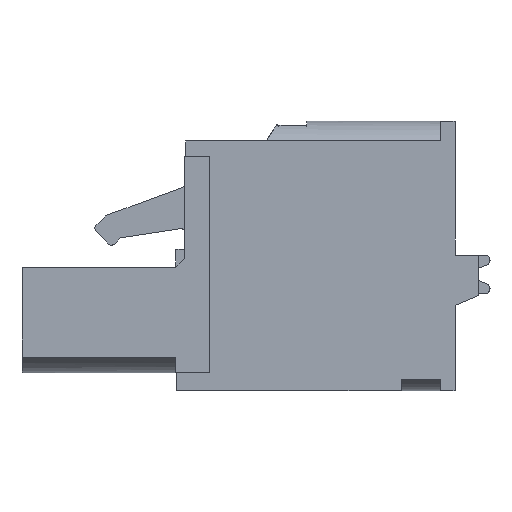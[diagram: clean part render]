
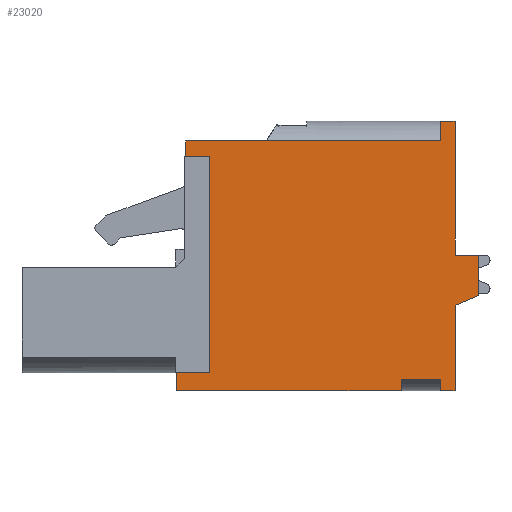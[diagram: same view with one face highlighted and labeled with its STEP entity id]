
A CAD part, left-side view. The second image highlights one B-rep face of the part: STEP entity #23020.
In plain terms, the highlighted planar face has unit normal (-1, 0, 0).
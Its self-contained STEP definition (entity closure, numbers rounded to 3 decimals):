
#2090=ORIENTED_EDGE('',*,*,#8689,.T.);
#2091=ORIENTED_EDGE('',*,*,#7639,.T.);
#2092=ORIENTED_EDGE('',*,*,#8189,.T.);
#2093=ORIENTED_EDGE('',*,*,#7978,.T.);
#2094=ORIENTED_EDGE('',*,*,#8690,.T.);
#2095=ORIENTED_EDGE('',*,*,#7900,.T.);
#2096=ORIENTED_EDGE('',*,*,#8143,.F.);
#2097=ORIENTED_EDGE('',*,*,#8050,.F.);
#2098=ORIENTED_EDGE('',*,*,#8691,.T.);
#2099=ORIENTED_EDGE('',*,*,#8673,.T.);
#2100=ORIENTED_EDGE('',*,*,#8692,.T.);
#2101=ORIENTED_EDGE('',*,*,#8693,.F.);
#2102=ORIENTED_EDGE('',*,*,#7726,.T.);
#2103=ORIENTED_EDGE('',*,*,#8694,.T.);
#2104=ORIENTED_EDGE('',*,*,#8695,.T.);
#2105=ORIENTED_EDGE('',*,*,#8696,.F.);
#2106=ORIENTED_EDGE('',*,*,#8697,.F.);
#2107=ORIENTED_EDGE('',*,*,#8094,.T.);
#7639=EDGE_CURVE('',#11063,#11062,#13314,.T.);
#7726=EDGE_CURVE('',#11150,#11149,#13401,.T.);
#7900=EDGE_CURVE('',#11324,#11323,#13541,.T.);
#7978=EDGE_CURVE('',#11402,#11401,#13619,.T.);
#8050=EDGE_CURVE('',#11472,#11473,#13691,.T.);
#8094=EDGE_CURVE('',#11517,#11516,#13735,.T.);
#8143=EDGE_CURVE('',#11473,#11323,#13769,.T.);
#8189=EDGE_CURVE('',#11062,#11402,#13815,.T.);
#8673=EDGE_CURVE('',#11888,#11887,#14178,.T.);
#8689=EDGE_CURVE('',#11516,#11063,#14184,.T.);
#8690=EDGE_CURVE('',#11401,#11324,#14185,.T.);
#8691=EDGE_CURVE('',#11472,#11888,#14186,.T.);
#8692=EDGE_CURVE('',#11887,#11896,#14187,.T.);
#8693=EDGE_CURVE('',#11150,#11896,#14188,.T.);
#8694=EDGE_CURVE('',#11149,#11897,#14189,.T.);
#8695=EDGE_CURVE('',#11897,#11898,#14190,.T.);
#8696=EDGE_CURVE('',#11899,#11898,#14191,.T.);
#8697=EDGE_CURVE('',#11517,#11899,#14192,.T.);
#11062=VERTEX_POINT('',#32013);
#11063=VERTEX_POINT('',#32015);
#11149=VERTEX_POINT('',#32188);
#11150=VERTEX_POINT('',#32190);
#11323=VERTEX_POINT('',#32546);
#11324=VERTEX_POINT('',#32548);
#11401=VERTEX_POINT('',#32703);
#11402=VERTEX_POINT('',#32705);
#11472=VERTEX_POINT('',#32847);
#11473=VERTEX_POINT('',#32849);
#11516=VERTEX_POINT('',#32936);
#11517=VERTEX_POINT('',#32938);
#11887=VERTEX_POINT('',#34084);
#11888=VERTEX_POINT('',#34086);
#11896=VERTEX_POINT('',#34118);
#11897=VERTEX_POINT('',#34121);
#11898=VERTEX_POINT('',#34123);
#11899=VERTEX_POINT('',#34125);
#13314=LINE('',#32014,#16285);
#13401=LINE('',#32189,#16372);
#13541=LINE('',#32547,#16512);
#13619=LINE('',#32704,#16590);
#13691=LINE('',#32848,#16662);
#13735=LINE('',#32937,#16706);
#13769=LINE('',#33034,#16740);
#13815=LINE('',#33111,#16786);
#14178=LINE('',#34085,#17149);
#14184=LINE('',#34114,#17155);
#14185=LINE('',#34115,#17156);
#14186=LINE('',#34116,#17157);
#14187=LINE('',#34117,#17158);
#14188=LINE('',#34119,#17159);
#14189=LINE('',#34120,#17160);
#14190=LINE('',#34122,#17161);
#14191=LINE('',#34124,#17162);
#14192=LINE('',#34126,#17163);
#16285=VECTOR('',#25752,1000.);
#16372=VECTOR('',#25841,1000.);
#16512=VECTOR('',#26069,1000.);
#16590=VECTOR('',#26149,1000.);
#16662=VECTOR('',#26223,1000.);
#16706=VECTOR('',#26269,1000.);
#16740=VECTOR('',#26353,1000.);
#16786=VECTOR('',#26401,1000.);
#17149=VECTOR('',#27268,1000.);
#17155=VECTOR('',#27304,1000.);
#17156=VECTOR('',#27305,1000.);
#17157=VECTOR('',#27306,1000.);
#17158=VECTOR('',#27307,1000.);
#17159=VECTOR('',#27308,1000.);
#17160=VECTOR('',#27309,1000.);
#17161=VECTOR('',#27310,1000.);
#17162=VECTOR('',#27311,1000.);
#17163=VECTOR('',#27312,1000.);
#19436=EDGE_LOOP('',(#2090,#2091,#2092,#2093,#2094,#2095,#2096,#2097,#2098,
#2099,#2100,#2101,#2102,#2103,#2104,#2105,#2106,#2107));
#20747=FACE_BOUND('',#19436,.T.);
#21990=PLANE('',#24423);
#23020=ADVANCED_FACE('',(#20747),#21990,.T.);
#24423=AXIS2_PLACEMENT_3D('',#34113,#27302,#27303);
#25752=DIRECTION('',(0.,1.,0.));
#25841=DIRECTION('',(0.,0.,1.));
#26069=DIRECTION('',(0.,1.,0.));
#26149=DIRECTION('',(0.,-1.,0.));
#26223=DIRECTION('',(0.,1.,0.));
#26269=DIRECTION('',(0.,1.,0.));
#26353=DIRECTION('',(0.,0.,1.));
#26401=DIRECTION('',(0.,0.,-1.));
#27268=DIRECTION('',(0.,-1.,0.));
#27302=DIRECTION('',(-1.,0.,0.));
#27303=DIRECTION('',(0.,0.,1.));
#27304=DIRECTION('',(0.,0.,-1.));
#27305=DIRECTION('',(0.,0.,-1.));
#27306=DIRECTION('',(0.,0.,1.));
#27307=DIRECTION('',(0.,0.,-1.));
#27308=DIRECTION('',(0.,1.,0.));
#27309=DIRECTION('',(0.,-0.921,0.39));
#27310=DIRECTION('',(0.,0.,1.));
#27311=DIRECTION('',(0.,-1.,0.));
#27312=DIRECTION('',(0.,0.,-1.));
#32013=CARTESIAN_POINT('',(-20.32,7.9,6.4));
#32014=CARTESIAN_POINT('',(-20.32,3.4,6.4));
#32015=CARTESIAN_POINT('',(-20.32,-6.3,6.4));
#32188=CARTESIAN_POINT('',(-20.32,-7.1,-2.75));
#32189=CARTESIAN_POINT('',(-20.32,-7.1,-7.5));
#32190=CARTESIAN_POINT('',(-20.32,-7.1,-7.5));
#32546=CARTESIAN_POINT('',(-20.32,8.4,-6.5));
#32547=CARTESIAN_POINT('',(-20.32,8.4,-6.5));
#32548=CARTESIAN_POINT('',(-20.32,6.57,-6.5));
#32703=CARTESIAN_POINT('',(-20.32,6.57,5.55));
#32704=CARTESIAN_POINT('',(-20.32,7.9,5.55));
#32705=CARTESIAN_POINT('',(-20.32,7.9,5.55));
#32847=CARTESIAN_POINT('',(-20.32,-4.1,-7.5));
#32848=CARTESIAN_POINT('',(-20.32,-8.4,-7.5));
#32849=CARTESIAN_POINT('',(-20.32,8.4,-7.5));
#32936=CARTESIAN_POINT('',(-20.32,-6.3,7.5));
#32937=CARTESIAN_POINT('',(-20.32,-8.4,7.5));
#32938=CARTESIAN_POINT('',(-20.32,-7.1,7.5));
#33034=CARTESIAN_POINT('',(-20.32,8.4,-7.5));
#33111=CARTESIAN_POINT('',(-20.32,7.9,6.4));
#34084=CARTESIAN_POINT('',(-20.32,-6.3,-6.9));
#34085=CARTESIAN_POINT('',(-20.32,-4.1,-6.9));
#34086=CARTESIAN_POINT('',(-20.32,-4.1,-6.9));
#34113=CARTESIAN_POINT('',(-20.32,-8.4,-7.5));
#34114=CARTESIAN_POINT('',(-20.32,-6.3,7.701));
#34115=CARTESIAN_POINT('',(-20.32,6.57,5.55));
#34116=CARTESIAN_POINT('',(-20.32,-4.1,-7.5));
#34117=CARTESIAN_POINT('',(-20.32,-6.3,-6.9));
#34118=CARTESIAN_POINT('',(-20.32,-6.3,-7.5));
#34119=CARTESIAN_POINT('',(-20.32,-8.4,-7.5));
#34120=CARTESIAN_POINT('',(-20.32,-7.1,-2.75));
#34121=CARTESIAN_POINT('',(-20.32,-8.4,-2.2));
#34122=CARTESIAN_POINT('',(-20.32,-8.4,-7.5));
#34123=CARTESIAN_POINT('',(-20.32,-8.4,0.05));
#34124=CARTESIAN_POINT('',(-20.32,-8.4,0.05));
#34125=CARTESIAN_POINT('',(-20.32,-7.1,0.05));
#34126=CARTESIAN_POINT('',(-20.32,-7.1,7.5));
